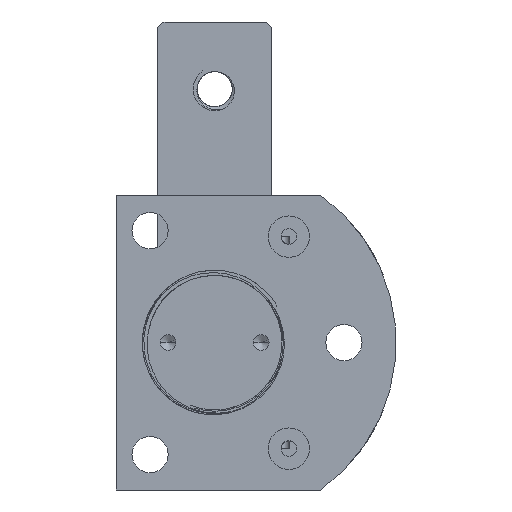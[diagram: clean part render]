
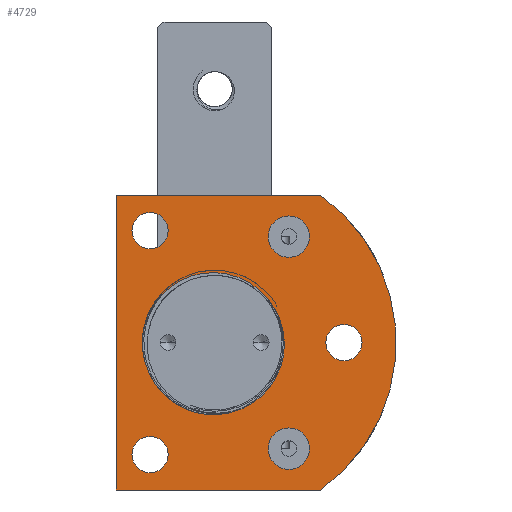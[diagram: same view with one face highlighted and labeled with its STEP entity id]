
A CAD part, left-side view. The second image highlights one B-rep face of the part: STEP entity #4729.
In plain terms, the highlighted planar face has unit normal (-1, 0, 0).
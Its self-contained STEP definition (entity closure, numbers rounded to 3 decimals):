
#305=CARTESIAN_POINT('',(-25.,-25.,0.));
#306=DIRECTION('',(1.,0.,0.));
#307=DIRECTION('',(0.,1.,0.));
#308=AXIS2_PLACEMENT_3D('',#305,#306,#307);
#310=CARTESIAN_POINT('',(-25.,-25.,0.));
#311=DIRECTION('',(1.,0.,0.));
#312=DIRECTION('',(0.,-1.,0.));
#313=AXIS2_PLACEMENT_3D('',#310,#311,#312);
#315=CARTESIAN_POINT('',(-25.,12.5,21.65));
#316=DIRECTION('',(1.,0.,0.));
#317=DIRECTION('',(0.,1.,0.));
#318=AXIS2_PLACEMENT_3D('',#315,#316,#317);
#320=CARTESIAN_POINT('',(-25.,12.5,21.65));
#321=DIRECTION('',(1.,0.,0.));
#322=DIRECTION('',(0.,-1.,0.));
#323=AXIS2_PLACEMENT_3D('',#320,#321,#322);
#325=CARTESIAN_POINT('',(-25.,12.5,-21.65));
#326=DIRECTION('',(1.,0.,0.));
#327=DIRECTION('',(0.,1.,0.));
#328=AXIS2_PLACEMENT_3D('',#325,#326,#327);
#330=CARTESIAN_POINT('',(-25.,12.5,-21.65));
#331=DIRECTION('',(1.,0.,0.));
#332=DIRECTION('',(0.,-1.,0.));
#333=AXIS2_PLACEMENT_3D('',#330,#331,#332);
#335=DIRECTION('',(0.,1.,0.));
#336=VECTOR('',#335,39.488);
#337=CARTESIAN_POINT('',(-25.,-20.488,28.5));
#338=LINE('',#337,#336);
#339=CARTESIAN_POINT('',(-25.,0.,0.));
#340=DIRECTION('',(-1.,0.,0.));
#341=DIRECTION('',(0.,-0.584,-0.812));
#342=AXIS2_PLACEMENT_3D('',#339,#340,#341);
#344=DIRECTION('',(0.,-1.,0.));
#345=VECTOR('',#344,39.488);
#346=CARTESIAN_POINT('',(-25.,19.,-28.5));
#347=LINE('',#346,#345);
#348=CARTESIAN_POINT('',(-25.,-14.34,-20.5));
#349=DIRECTION('',(-1.,0.,0.));
#350=DIRECTION('',(0.,1.,0.));
#351=AXIS2_PLACEMENT_3D('',#348,#349,#350);
#353=CARTESIAN_POINT('',(-25.,-14.34,-20.5));
#354=DIRECTION('',(-1.,0.,0.));
#355=DIRECTION('',(0.,-1.,0.));
#356=AXIS2_PLACEMENT_3D('',#353,#354,#355);
#358=CARTESIAN_POINT('',(-25.,-14.34,20.5));
#359=DIRECTION('',(-1.,0.,0.));
#360=DIRECTION('',(0.,1.,0.));
#361=AXIS2_PLACEMENT_3D('',#358,#359,#360);
#363=CARTESIAN_POINT('',(-25.,-14.34,20.5));
#364=DIRECTION('',(-1.,0.,0.));
#365=DIRECTION('',(0.,-1.,0.));
#366=AXIS2_PLACEMENT_3D('',#363,#364,#365);
#368=CARTESIAN_POINT('',(-25.,-10.535,7.617));
#369=CARTESIAN_POINT('',(-25.,-11.012,6.995));
#370=CARTESIAN_POINT('',(-25.,-11.843,5.684));
#371=CARTESIAN_POINT('',(-25.,-12.738,3.471));
#372=CARTESIAN_POINT('',(-25.,-13.216,1.17));
#373=CARTESIAN_POINT('',(-25.,-13.278,-1.23));
#374=CARTESIAN_POINT('',(-25.,-12.912,-3.576));
#375=CARTESIAN_POINT('',(-25.,-12.128,-5.852));
#376=CARTESIAN_POINT('',(-25.,-10.946,-7.953));
#377=CARTESIAN_POINT('',(-25.,-9.414,-9.809));
#378=CARTESIAN_POINT('',(-25.,-7.553,-11.384));
#379=CARTESIAN_POINT('',(-25.,-5.454,-12.595));
#380=CARTESIAN_POINT('',(-25.,-3.93,-13.147));
#381=CARTESIAN_POINT('',(-25.,-3.133,-13.357));
#383=CARTESIAN_POINT('',(-25.,-3.133,-13.357));
#384=CARTESIAN_POINT('',(-25.,-2.328,-13.523));
#385=CARTESIAN_POINT('',(-25.,-0.72,-13.706));
#386=CARTESIAN_POINT('',(-25.,1.703,-13.556));
#387=CARTESIAN_POINT('',(-25.,4.074,-12.97));
#388=CARTESIAN_POINT('',(-25.,6.262,-11.994));
#389=CARTESIAN_POINT('',(-25.,8.268,-10.627));
#390=CARTESIAN_POINT('',(-25.,9.966,-8.956));
#391=CARTESIAN_POINT('',(-25.,11.352,-6.996));
#392=CARTESIAN_POINT('',(-25.,12.355,-4.834));
#393=CARTESIAN_POINT('',(-25.,12.955,-2.548));
#394=CARTESIAN_POINT('',(-25.,13.135,-0.174));
#395=CARTESIAN_POINT('',(-25.,12.974,1.369));
#396=CARTESIAN_POINT('',(-25.,12.823,2.139));
#492=DIRECTION('',(0.,0.,-1.));
#493=VECTOR('',#492,57.);
#494=CARTESIAN_POINT('',(-25.,19.,28.5));
#495=LINE('',#494,#493);
#3381=CARTESIAN_POINT('',(-25.,0.,0.));
#3382=DIRECTION('',(1.,0.,0.));
#3383=DIRECTION('',(0.,0.986,0.165));
#3384=AXIS2_PLACEMENT_3D('',#3381,#3382,#3383);
#4006=CARTESIAN_POINT('',(-25.,-21.5,0.));
#4007=CARTESIAN_POINT('',(-25.,-28.5,0.));
#4008=VERTEX_POINT('',#4006);
#4009=VERTEX_POINT('',#4007);
#4010=CARTESIAN_POINT('',(-25.,16.,21.65));
#4011=CARTESIAN_POINT('',(-25.,9.,21.65));
#4012=VERTEX_POINT('',#4010);
#4013=VERTEX_POINT('',#4011);
#4014=CARTESIAN_POINT('',(-25.,16.,-21.65));
#4015=CARTESIAN_POINT('',(-25.,9.,-21.65));
#4016=VERTEX_POINT('',#4014);
#4017=VERTEX_POINT('',#4015);
#4018=CARTESIAN_POINT('',(-25.,19.,-28.5));
#4019=CARTESIAN_POINT('',(-25.,-20.488,-28.5));
#4020=VERTEX_POINT('',#4018);
#4021=VERTEX_POINT('',#4019);
#4022=CARTESIAN_POINT('',(-25.,-20.488,28.5));
#4023=VERTEX_POINT('',#4022);
#4024=CARTESIAN_POINT('',(-25.,19.,28.5));
#4025=VERTEX_POINT('',#4024);
#4106=CARTESIAN_POINT('',(-25.,-10.34,-20.5));
#4107=CARTESIAN_POINT('',(-25.,-18.34,-20.5));
#4108=VERTEX_POINT('',#4106);
#4109=VERTEX_POINT('',#4107);
#4110=CARTESIAN_POINT('',(-25.,-10.34,20.5));
#4111=CARTESIAN_POINT('',(-25.,-18.34,20.5));
#4112=VERTEX_POINT('',#4110);
#4113=VERTEX_POINT('',#4111);
#4329=VERTEX_POINT('',#368);
#4330=VERTEX_POINT('',#381);
#4331=VERTEX_POINT('',#396);
#4677=CARTESIAN_POINT('',(-25.,0.,0.));
#4678=DIRECTION('',(-1.,0.,0.));
#4679=DIRECTION('',(0.,1.,0.));
#4680=AXIS2_PLACEMENT_3D('',#4677,#4678,#4679);
#4681=PLANE('',#4680);
#4683=ORIENTED_EDGE('',*,*,#4682,.F.);
#4685=ORIENTED_EDGE('',*,*,#4684,.F.);
#4687=ORIENTED_EDGE('',*,*,#4686,.F.);
#4689=ORIENTED_EDGE('',*,*,#4688,.F.);
#4690=EDGE_LOOP('',(#4683,#4685,#4687,#4689));
#4691=FACE_OUTER_BOUND('',#4690,.F.);
#4693=ORIENTED_EDGE('',*,*,#4692,.F.);
#4695=ORIENTED_EDGE('',*,*,#4694,.F.);
#4696=EDGE_LOOP('',(#4693,#4695));
#4697=FACE_BOUND('',#4696,.F.);
#4699=ORIENTED_EDGE('',*,*,#4698,.F.);
#4701=ORIENTED_EDGE('',*,*,#4700,.F.);
#4702=EDGE_LOOP('',(#4699,#4701));
#4703=FACE_BOUND('',#4702,.F.);
#4705=ORIENTED_EDGE('',*,*,#4704,.F.);
#4707=ORIENTED_EDGE('',*,*,#4706,.F.);
#4708=EDGE_LOOP('',(#4705,#4707));
#4709=FACE_BOUND('',#4708,.F.);
#4710=ORIENTED_EDGE('',*,*,#4667,.T.);
#4712=ORIENTED_EDGE('',*,*,#4711,.T.);
#4713=EDGE_LOOP('',(#4710,#4712));
#4714=FACE_BOUND('',#4713,.F.);
#4716=ORIENTED_EDGE('',*,*,#4715,.T.);
#4718=ORIENTED_EDGE('',*,*,#4717,.T.);
#4719=EDGE_LOOP('',(#4716,#4718));
#4720=FACE_BOUND('',#4719,.F.);
#4722=ORIENTED_EDGE('',*,*,#4721,.F.);
#4724=ORIENTED_EDGE('',*,*,#4723,.F.);
#4726=ORIENTED_EDGE('',*,*,#4725,.F.);
#4727=EDGE_LOOP('',(#4722,#4724,#4726));
#4728=FACE_BOUND('',#4727,.F.);
#4729=ADVANCED_FACE('',(#4691,#4697,#4703,#4709,#4714,#4720,#4728),#4681,.T.);
#309=CIRCLE('',#308,3.5);
#314=CIRCLE('',#313,3.5);
#319=CIRCLE('',#318,3.5);
#324=CIRCLE('',#323,3.5);
#329=CIRCLE('',#328,3.5);
#334=CIRCLE('',#333,3.5);
#343=CIRCLE('',#342,35.1);
#352=CIRCLE('',#351,4.);
#357=CIRCLE('',#356,4.);
#362=CIRCLE('',#361,4.);
#367=CIRCLE('',#366,4.);
#382=B_SPLINE_CURVE_WITH_KNOTS('',3,(#368,#369,#370,#371,#372,#373,#374,#375,
#376,#377,#378,#379,#380,#381),.UNSPECIFIED.,.F.,.F.,(4,1,1,1,1,1,1,1,1,1,1,4),(
0.,0.091,0.182,0.273,0.364,
0.455,0.545,0.636,0.727,
0.818,0.909,1.),.UNSPECIFIED.);
#397=B_SPLINE_CURVE_WITH_KNOTS('',3,(#383,#384,#385,#386,#387,#388,#389,#390,
#391,#392,#393,#394,#395,#396),.UNSPECIFIED.,.F.,.F.,(4,1,1,1,1,1,1,1,1,1,1,4),(
0.,0.091,0.182,0.273,0.364,
0.455,0.545,0.636,0.727,
0.818,0.909,1.),.UNSPECIFIED.);
#3385=CIRCLE('',#3384,13.);
#4667=EDGE_CURVE('',#4108,#4109,#352,.T.);
#4682=EDGE_CURVE('',#4025,#4020,#495,.T.);
#4684=EDGE_CURVE('',#4023,#4025,#338,.T.);
#4686=EDGE_CURVE('',#4021,#4023,#343,.T.);
#4688=EDGE_CURVE('',#4020,#4021,#347,.T.);
#4692=EDGE_CURVE('',#4008,#4009,#309,.T.);
#4694=EDGE_CURVE('',#4009,#4008,#314,.T.);
#4698=EDGE_CURVE('',#4012,#4013,#319,.T.);
#4700=EDGE_CURVE('',#4013,#4012,#324,.T.);
#4704=EDGE_CURVE('',#4016,#4017,#329,.T.);
#4706=EDGE_CURVE('',#4017,#4016,#334,.T.);
#4711=EDGE_CURVE('',#4109,#4108,#357,.T.);
#4715=EDGE_CURVE('',#4112,#4113,#362,.T.);
#4717=EDGE_CURVE('',#4113,#4112,#367,.T.);
#4721=EDGE_CURVE('',#4329,#4330,#382,.T.);
#4723=EDGE_CURVE('',#4331,#4329,#3385,.T.);
#4725=EDGE_CURVE('',#4330,#4331,#397,.T.);
